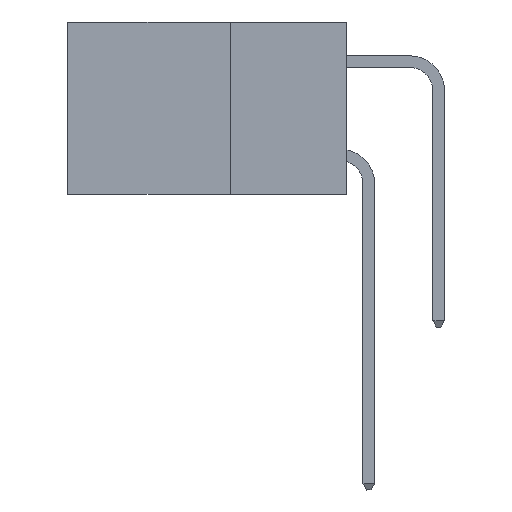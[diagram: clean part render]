
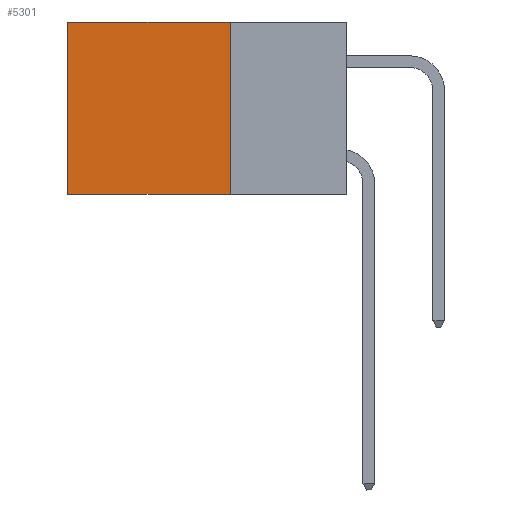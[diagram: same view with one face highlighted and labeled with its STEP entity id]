
A CAD part, left-side view. The second image highlights one B-rep face of the part: STEP entity #5301.
In plain terms, the highlighted planar face has unit normal (-1, 0, 0).
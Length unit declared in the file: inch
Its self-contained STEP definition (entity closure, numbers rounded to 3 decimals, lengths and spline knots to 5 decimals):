
#1133 = EDGE_CURVE ( 'NONE', #15343, #12869, #9173, .T. ) ;
#1682 = VECTOR ( 'NONE', #9767, 39.37008 ) ;
#1871 = DIRECTION ( 'NONE',  ( 0., 1., 0. ) ) ;
#1968 = PLANE ( 'NONE',  #17936 ) ;
#2370 = ORIENTED_EDGE ( 'NONE', *, *, #12456, .T. ) ;
#2547 = VECTOR ( 'NONE', #1871, 39.37008 ) ;
#2995 = DIRECTION ( 'NONE',  ( 0., 0., -1. ) ) ;
#3676 = CARTESIAN_POINT ( 'NONE',  ( 0.2875, 0.6, 0. ) ) ;
#5086 = CARTESIAN_POINT ( 'NONE',  ( 0.2875, 0.25, 0. ) ) ;
#5226 = CARTESIAN_POINT ( 'NONE',  ( 0.2875, 0.25, 0. ) ) ;
#5301 = ADVANCED_FACE ( 'NONE', ( #15570 ), #1968, .F. ) ;
#6570 = CARTESIAN_POINT ( 'NONE',  ( 0.2875, 0.25, 0. ) ) ;
#8851 = VERTEX_POINT ( 'NONE', #16469 ) ;
#8958 = VECTOR ( 'NONE', #2995, 39.37008 ) ;
#9173 = LINE ( 'NONE', #12694, #2547 ) ;
#9534 = CARTESIAN_POINT ( 'NONE',  ( 0.2875, 0.25, -0.37 ) ) ;
#9767 = DIRECTION ( 'NONE',  ( 0., 0., -1. ) ) ;
#10010 = ORIENTED_EDGE ( 'NONE', *, *, #13379, .T. ) ;
#10496 = VERTEX_POINT ( 'NONE', #3676 ) ;
#11320 = EDGE_CURVE ( 'NONE', #8851, #15343, #19496, .T. ) ;
#12456 = EDGE_CURVE ( 'NONE', #8851, #10496, #17271, .T. ) ;
#12694 = CARTESIAN_POINT ( 'NONE',  ( 0.2875, 0.25, -0.37 ) ) ;
#12869 = VERTEX_POINT ( 'NONE', #20194 ) ;
#12925 = DIRECTION ( 'NONE',  ( 0., 0., -1. ) ) ;
#13030 = ORIENTED_EDGE ( 'NONE', *, *, #11320, .F. ) ;
#13379 = EDGE_CURVE ( 'NONE', #10496, #12869, #14303, .T. ) ;
#13837 = CARTESIAN_POINT ( 'NONE',  ( 0.2875, 0.6, 0. ) ) ;
#14303 = LINE ( 'NONE', #13837, #8958 ) ;
#15343 = VERTEX_POINT ( 'NONE', #9534 ) ;
#15570 = FACE_OUTER_BOUND ( 'NONE', #16395, .T. ) ;
#15778 = DIRECTION ( 'NONE',  ( 0., 1., 0. ) ) ;
#16395 = EDGE_LOOP ( 'NONE', ( #10010, #16678, #13030, #2370 ) ) ;
#16469 = CARTESIAN_POINT ( 'NONE',  ( 0.2875, 0.25, 0. ) ) ;
#16678 = ORIENTED_EDGE ( 'NONE', *, *, #1133, .F. ) ;
#17271 = LINE ( 'NONE', #6570, #17525 ) ;
#17525 = VECTOR ( 'NONE', #15778, 39.37008 ) ;
#17581 = DIRECTION ( 'NONE',  ( 1., 0., 0. ) ) ;
#17936 = AXIS2_PLACEMENT_3D ( 'NONE', #5226, #17581, #12925 ) ;
#19496 = LINE ( 'NONE', #5086, #1682 ) ;
#20194 = CARTESIAN_POINT ( 'NONE',  ( 0.2875, 0.6, -0.37 ) ) ;
